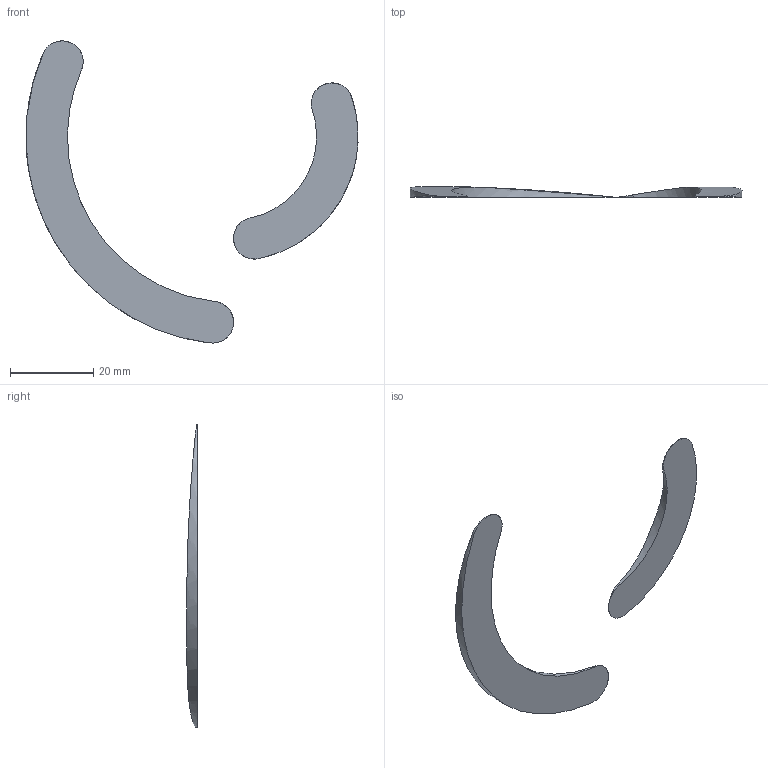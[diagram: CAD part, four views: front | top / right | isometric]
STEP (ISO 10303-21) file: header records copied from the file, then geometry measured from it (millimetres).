
FILE_DESCRIPTION(/* description */ (''),/* implementation_level */ '2;1');
FILE_NAME(/* name */ 'Discus_Disc_Trigger_Bridges',/* time_stamp */ '2022-02-20T23:16:24+01:00',/* author */ (''),/* organization */ (''),/* preprocessor_version */ 'ST-DEVELOPER v16.5',/* originating_system */ 'Rhino 7.15',/* authorisation */ '');
FILE_SCHEMA (('CONFIG_CONTROL_DESIGN'));
Length unit declared in the file: millimetre
Products named in the file (1): Document
Bounding box: 79.95 x 2.57 x 72.74 mm (x, y, z)
Volume: 2287.7 mm3; surface area: 3301.3 mm2
Topology: 2 solids, 2 shells, 9 faces, 22 edges, 12 vertices
Faces by surface type: bspline 7, plane 2
Entity records: 1373 total; most frequent: CARTESIAN_POINT 1170, ORIENTED_EDGE 40, EDGE_CURVE 20, VERTEX_POINT 12, ADVANCED_FACE 9, FACE_OUTER_BOUND 9, EDGE_LOOP 9, ORGANIZATION 7
